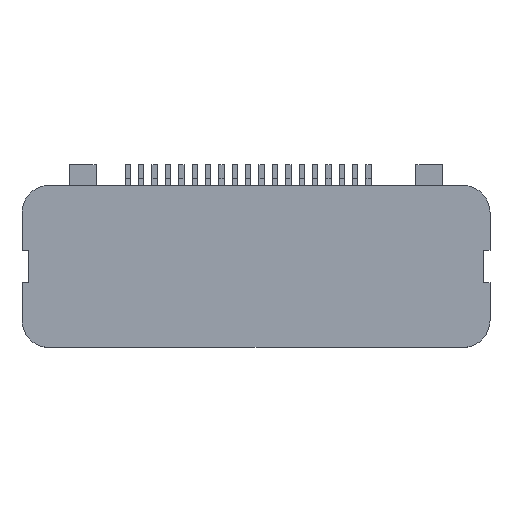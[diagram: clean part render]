
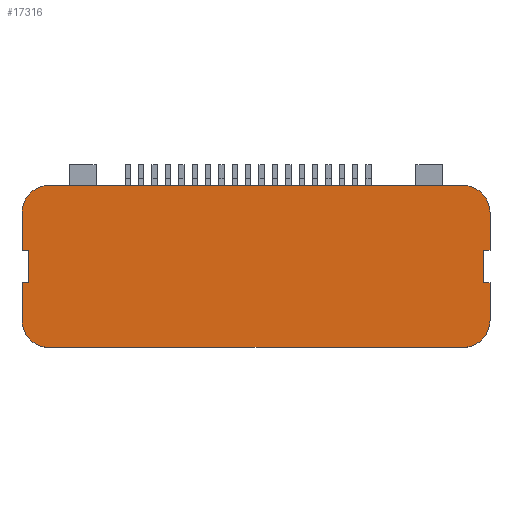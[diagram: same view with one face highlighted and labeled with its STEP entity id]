
A CAD part, top view. The second image highlights one B-rep face of the part: STEP entity #17316.
In plain terms, the highlighted planar face has unit normal (0, 0, 1).
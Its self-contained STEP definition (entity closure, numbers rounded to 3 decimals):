
#1432=FACE_OUTER_BOUND('',#2395,.T.);
#2395=EDGE_LOOP('',(#15590,#15591,#15592,#15593,#15594,#15595,#15596,#15597,
#15598,#15599,#15600,#15601,#15602,#15603,#15604,#15605));
#4398=LINE('',#28953,#6416);
#4401=LINE('',#28962,#6419);
#4402=LINE('',#28964,#6420);
#4403=LINE('',#28966,#6421);
#4404=LINE('',#28968,#6422);
#4405=LINE('',#28971,#6423);
#4406=LINE('',#28973,#6424);
#4407=LINE('',#28975,#6425);
#4408=LINE('',#28977,#6426);
#4409=LINE('',#28979,#6427);
#4410=LINE('',#28983,#6428);
#4411=LINE('',#28986,#6429);
#6416=VECTOR('',#23181,15.5);
#6419=VECTOR('',#23190,0.25);
#6420=VECTOR('',#23191,1.2);
#6421=VECTOR('',#23192,0.25);
#6422=VECTOR('',#23193,1.425);
#6423=VECTOR('',#23196,1.425);
#6424=VECTOR('',#23197,0.25);
#6425=VECTOR('',#23198,1.2);
#6426=VECTOR('',#23199,0.25);
#6427=VECTOR('',#23200,1.425);
#6428=VECTOR('',#23203,15.5);
#6429=VECTOR('',#23206,1.425);
#6804=CIRCLE('',#18628,1.);
#6805=CIRCLE('',#18630,1.);
#6806=CIRCLE('',#18631,1.);
#6807=CIRCLE('',#18632,1.);
#8313=VERTEX_POINT('',#28950);
#8314=VERTEX_POINT('',#28952);
#8315=VERTEX_POINT('',#28956);
#8316=VERTEX_POINT('',#28960);
#8317=VERTEX_POINT('',#28961);
#8318=VERTEX_POINT('',#28963);
#8319=VERTEX_POINT('',#28965);
#8320=VERTEX_POINT('',#28967);
#8321=VERTEX_POINT('',#28970);
#8322=VERTEX_POINT('',#28972);
#8323=VERTEX_POINT('',#28974);
#8324=VERTEX_POINT('',#28976);
#8325=VERTEX_POINT('',#28978);
#8326=VERTEX_POINT('',#28980);
#8327=VERTEX_POINT('',#28982);
#8328=VERTEX_POINT('',#28984);
#10747=EDGE_CURVE('',#8314,#8313,#4398,.T.);
#10749=EDGE_CURVE('',#8313,#8315,#6804,.T.);
#10751=EDGE_CURVE('',#8316,#8317,#4401,.T.);
#10752=EDGE_CURVE('',#8317,#8318,#4402,.T.);
#10753=EDGE_CURVE('',#8318,#8319,#4403,.T.);
#10754=EDGE_CURVE('',#8319,#8320,#4404,.T.);
#10755=EDGE_CURVE('',#8320,#8314,#6805,.T.);
#10756=EDGE_CURVE('',#8315,#8321,#4405,.T.);
#10757=EDGE_CURVE('',#8321,#8322,#4406,.T.);
#10758=EDGE_CURVE('',#8322,#8323,#4407,.T.);
#10759=EDGE_CURVE('',#8323,#8324,#4408,.T.);
#10760=EDGE_CURVE('',#8324,#8325,#4409,.T.);
#10761=EDGE_CURVE('',#8325,#8326,#6806,.T.);
#10762=EDGE_CURVE('',#8326,#8327,#4410,.T.);
#10763=EDGE_CURVE('',#8327,#8328,#6807,.T.);
#10764=EDGE_CURVE('',#8328,#8316,#4411,.T.);
#15590=ORIENTED_EDGE('',*,*,#10751,.T.);
#15591=ORIENTED_EDGE('',*,*,#10752,.T.);
#15592=ORIENTED_EDGE('',*,*,#10753,.T.);
#15593=ORIENTED_EDGE('',*,*,#10754,.T.);
#15594=ORIENTED_EDGE('',*,*,#10755,.T.);
#15595=ORIENTED_EDGE('',*,*,#10747,.T.);
#15596=ORIENTED_EDGE('',*,*,#10749,.T.);
#15597=ORIENTED_EDGE('',*,*,#10756,.T.);
#15598=ORIENTED_EDGE('',*,*,#10757,.T.);
#15599=ORIENTED_EDGE('',*,*,#10758,.T.);
#15600=ORIENTED_EDGE('',*,*,#10759,.T.);
#15601=ORIENTED_EDGE('',*,*,#10760,.T.);
#15602=ORIENTED_EDGE('',*,*,#10761,.T.);
#15603=ORIENTED_EDGE('',*,*,#10762,.T.);
#15604=ORIENTED_EDGE('',*,*,#10763,.T.);
#15605=ORIENTED_EDGE('',*,*,#10764,.T.);
#16393=PLANE('',#18629);
#17316=ADVANCED_FACE('',(#1432),#16393,.T.);
#18628=AXIS2_PLACEMENT_3D('',#28957,#23185,#23186);
#18629=AXIS2_PLACEMENT_3D('',#28959,#23188,#23189);
#18630=AXIS2_PLACEMENT_3D('',#28969,#23194,#23195);
#18631=AXIS2_PLACEMENT_3D('',#28981,#23201,#23202);
#18632=AXIS2_PLACEMENT_3D('',#28985,#23204,#23205);
#23181=DIRECTION('',(-1.,0.,0.));
#23185=DIRECTION('center_axis',(0.,0.,1.));
#23186=DIRECTION('ref_axis',(0.,1.,0.));
#23188=DIRECTION('center_axis',(0.,0.,1.));
#23189=DIRECTION('ref_axis',(1.,0.,0.));
#23190=DIRECTION('',(-1.,0.,0.));
#23191=DIRECTION('',(0.,1.,0.));
#23192=DIRECTION('',(1.,0.,0.));
#23193=DIRECTION('',(0.,1.,0.));
#23194=DIRECTION('center_axis',(0.,0.,1.));
#23195=DIRECTION('ref_axis',(1.,0.,0.));
#23196=DIRECTION('',(0.,-1.,0.));
#23197=DIRECTION('',(1.,0.,0.));
#23198=DIRECTION('',(0.,-1.,0.));
#23199=DIRECTION('',(-1.,0.,0.));
#23200=DIRECTION('',(0.,-1.,0.));
#23201=DIRECTION('center_axis',(0.,0.,1.));
#23202=DIRECTION('ref_axis',(-1.,0.,0.));
#23203=DIRECTION('',(1.,0.,0.));
#23204=DIRECTION('center_axis',(0.,0.,1.));
#23205=DIRECTION('ref_axis',(0.,-1.,0.));
#23206=DIRECTION('',(0.,1.,0.));
#28950=CARTESIAN_POINT('',(-0.77,0.59,7.8));
#28952=CARTESIAN_POINT('',(14.73,0.59,7.8));
#28953=CARTESIAN_POINT('',(14.73,0.59,7.8));
#28956=CARTESIAN_POINT('',(-1.77,-0.41,7.8));
#28957=CARTESIAN_POINT('Origin',(-0.77,-0.41,7.8));
#28959=CARTESIAN_POINT('Origin',(15.73,0.59,7.8));
#28960=CARTESIAN_POINT('',(15.73,-3.035,7.8));
#28961=CARTESIAN_POINT('',(15.48,-3.035,7.8));
#28962=CARTESIAN_POINT('',(15.73,-3.035,7.8));
#28963=CARTESIAN_POINT('',(15.48,-1.835,7.8));
#28964=CARTESIAN_POINT('',(15.48,-3.035,7.8));
#28965=CARTESIAN_POINT('',(15.73,-1.835,7.8));
#28966=CARTESIAN_POINT('',(15.48,-1.835,7.8));
#28967=CARTESIAN_POINT('',(15.73,-0.41,7.8));
#28968=CARTESIAN_POINT('',(15.73,-1.835,7.8));
#28969=CARTESIAN_POINT('Origin',(14.73,-0.41,7.8));
#28970=CARTESIAN_POINT('',(-1.77,-1.835,7.8));
#28971=CARTESIAN_POINT('',(-1.77,-0.41,7.8));
#28972=CARTESIAN_POINT('',(-1.52,-1.835,7.8));
#28973=CARTESIAN_POINT('',(-1.77,-1.835,7.8));
#28974=CARTESIAN_POINT('',(-1.52,-3.035,7.8));
#28975=CARTESIAN_POINT('',(-1.52,-1.835,7.8));
#28976=CARTESIAN_POINT('',(-1.77,-3.035,7.8));
#28977=CARTESIAN_POINT('',(-1.52,-3.035,7.8));
#28978=CARTESIAN_POINT('',(-1.77,-4.46,7.8));
#28979=CARTESIAN_POINT('',(-1.77,-3.035,7.8));
#28980=CARTESIAN_POINT('',(-0.77,-5.46,7.8));
#28981=CARTESIAN_POINT('Origin',(-0.77,-4.46,7.8));
#28982=CARTESIAN_POINT('',(14.73,-5.46,7.8));
#28983=CARTESIAN_POINT('',(-0.77,-5.46,7.8));
#28984=CARTESIAN_POINT('',(15.73,-4.46,7.8));
#28985=CARTESIAN_POINT('Origin',(14.73,-4.46,7.8));
#28986=CARTESIAN_POINT('',(15.73,-4.46,7.8));
